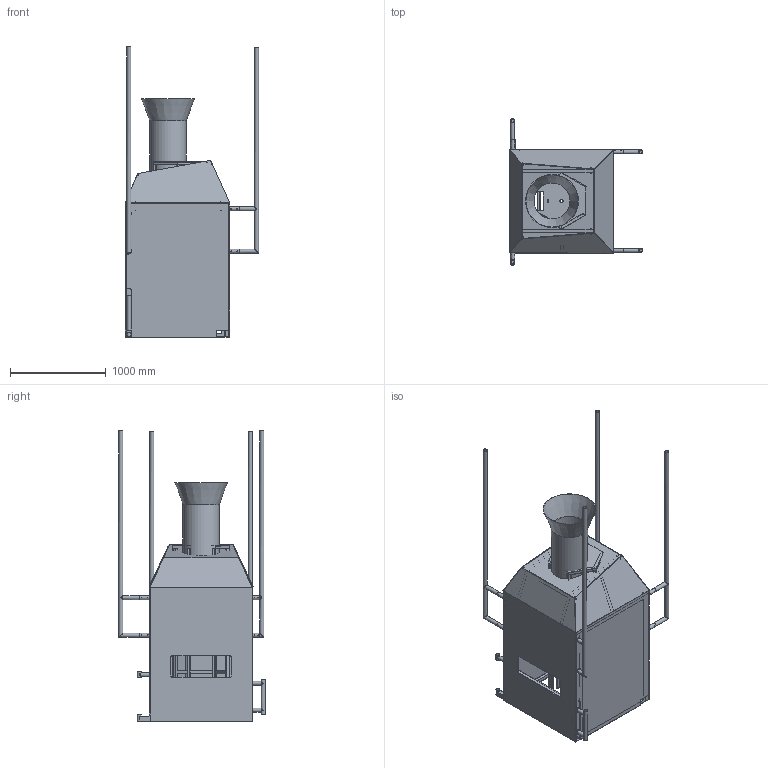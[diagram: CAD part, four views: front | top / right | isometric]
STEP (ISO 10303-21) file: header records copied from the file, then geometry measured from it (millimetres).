
FILE_DESCRIPTION(/* description */ (''),/* implementation_level */ '2;1');
FILE_NAME(/* name */ 'BOILER_ASM_3_ASM.stp',/* time_stamp */ '2017-01-08T10:54:50-05:00',/* author */ ('jeff1'),/* organization */ (''),/* preprocessor_version */ 'ST-DEVELOPER v16.5',/* originating_system */ 'Autodesk Inventor 2017',/* authorisation */ '');
FILE_SCHEMA (('AUTOMOTIVE_DESIGN { 1 0 10303 214 3 1 1 }'));
Length unit declared in the file: inch
Products named in the file (28): BOILER_ASM_3_ASM; GE-17379_AND_GE_18380_1; GE-17375_7; GE-17373-796_1; GE-17377-799_1; PART_24_2; GE-17374_3; GE-17373-808_1; GE-17377-811_1; GE-17378_6; GE-17396_1; GE-17397_1; GE-17398_1; GE-17399-826_1; GE-17399-829_1; GE-17403-832_1; GE-17401_1; GE-17402_1; GE-17403-841_1; PART_10_1; PART_11_2; PART_12_2; PART_13_2; PART_14_2; PART_15_1; PART_16_1; GE-17372_7; GE-17376_6
Assembly tree (27 placements, depth 2):
  BOILER_ASM_3_ASM
    GE-17379_AND_GE_18380_1
    GE-17375_7
    GE-17373-796_1
    GE-17377-799_1
    PART_24_2
    GE-17374_3
    GE-17373-808_1
    GE-17377-811_1
    GE-17378_6
    GE-17396_1
    GE-17397_1
    GE-17398_1
    GE-17399-826_1
    GE-17399-829_1
    GE-17403-832_1
    GE-17401_1
    GE-17402_1
    GE-17403-841_1
    PART_10_1
    PART_11_2
    PART_12_2
    PART_13_2
    PART_14_2
    PART_15_1
    PART_16_1
    GE-17372_7
    GE-17376_6
Bounding box: 1390.81 x 1528.06 x 3028.95 mm (x, y, z)
Volume: 69545645.5 mm3; surface area: 33286174.3 mm2
Topology: 23 solids, 55 shells, 819 faces, 2332 edges, 1581 vertices
Faces by surface type: plane 523, cylinder 242, cone 26, torus 16, bspline 12
Full cylindrical faces by diameter (mm): 6.35 x16, 6.528 x2, 6.756 x128, 26.645 x8, 33.401 x8, 34.925 x1, 35.052 x18, 42.164 x18, 374.65 x1, 381 x2
Entity records: 35552 total; most frequent: CARTESIAN_POINT 14862, DIRECTION 3880, ORIENTED_EDGE 3634, EDGE_CURVE 1861, EDGE_LOOP 1469, VERTEX_POINT 1390, AXIS2_PLACEMENT_3D 1313, LINE 1254
